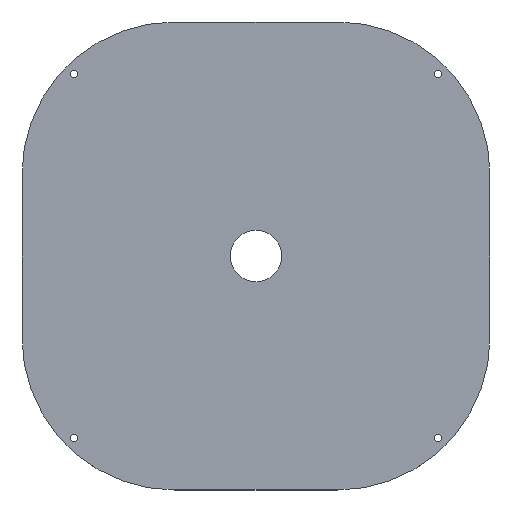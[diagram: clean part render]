
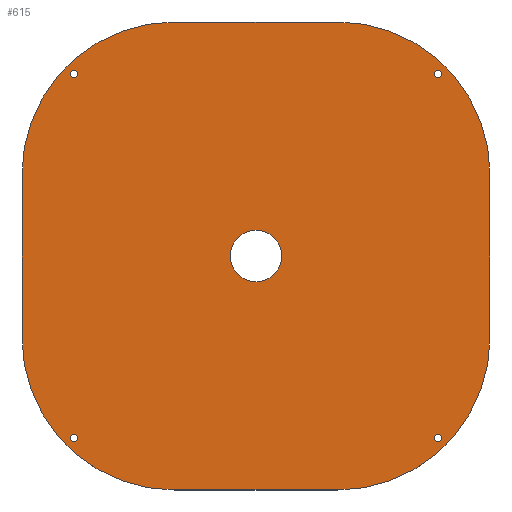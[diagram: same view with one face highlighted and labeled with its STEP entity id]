
A CAD part, top view. The second image highlights one B-rep face of the part: STEP entity #615.
In plain terms, the highlighted planar face has unit normal (0, 0, 1).
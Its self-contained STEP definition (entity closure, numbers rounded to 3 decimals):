
#42 = VERTEX_POINT('',#43);
#43 = CARTESIAN_POINT('',(235.,-50.,1.51));
#49 = EDGE_CURVE('',#42,#50,#52,.T.);
#50 = VERTEX_POINT('',#51);
#51 = CARTESIAN_POINT('',(300.,-115.,1.51));
#52 = CIRCLE('',#53,65.);
#53 = AXIS2_PLACEMENT_3D('',#54,#55,#56);
#54 = CARTESIAN_POINT('',(235.,-115.,1.51));
#55 = DIRECTION('',(0.,0.,-1.));
#56 = DIRECTION('',(0.,1.,0.));
#82 = EDGE_CURVE('',#50,#83,#85,.T.);
#83 = VERTEX_POINT('',#84);
#84 = CARTESIAN_POINT('',(300.,-150.,1.51));
#85 = LINE('',#86,#87);
#86 = CARTESIAN_POINT('',(300.,-115.,1.51));
#87 = VECTOR('',#88,1.);
#88 = DIRECTION('',(0.,-1.,0.));
#113 = EDGE_CURVE('',#83,#114,#116,.T.);
#114 = VERTEX_POINT('',#115);
#115 = CARTESIAN_POINT('',(300.,-185.,1.51));
#116 = LINE('',#117,#118);
#117 = CARTESIAN_POINT('',(300.,-150.,1.51));
#118 = VECTOR('',#119,1.);
#119 = DIRECTION('',(0.,-1.,0.));
#144 = EDGE_CURVE('',#114,#145,#147,.T.);
#145 = VERTEX_POINT('',#146);
#146 = CARTESIAN_POINT('',(235.,-250.,1.51));
#147 = CIRCLE('',#148,65.);
#148 = AXIS2_PLACEMENT_3D('',#149,#150,#151);
#149 = CARTESIAN_POINT('',(235.,-185.,1.51));
#150 = DIRECTION('',(0.,0.,-1.));
#151 = DIRECTION('',(1.,0.,0.));
#177 = EDGE_CURVE('',#145,#178,#180,.T.);
#178 = VERTEX_POINT('',#179);
#179 = CARTESIAN_POINT('',(200.,-250.,1.51));
#180 = LINE('',#181,#182);
#181 = CARTESIAN_POINT('',(235.,-250.,1.51));
#182 = VECTOR('',#183,1.);
#183 = DIRECTION('',(-1.,0.,0.));
#208 = EDGE_CURVE('',#178,#209,#211,.T.);
#209 = VERTEX_POINT('',#210);
#210 = CARTESIAN_POINT('',(165.,-250.,1.51));
#211 = LINE('',#212,#213);
#212 = CARTESIAN_POINT('',(200.,-250.,1.51));
#213 = VECTOR('',#214,1.);
#214 = DIRECTION('',(-1.,0.,0.));
#239 = EDGE_CURVE('',#209,#240,#242,.T.);
#240 = VERTEX_POINT('',#241);
#241 = CARTESIAN_POINT('',(100.,-185.,1.51));
#242 = CIRCLE('',#243,65.);
#243 = AXIS2_PLACEMENT_3D('',#244,#245,#246);
#244 = CARTESIAN_POINT('',(165.,-185.,1.51));
#245 = DIRECTION('',(0.,0.,-1.));
#246 = DIRECTION('',(0.,-1.,0.));
#272 = EDGE_CURVE('',#240,#273,#275,.T.);
#273 = VERTEX_POINT('',#274);
#274 = CARTESIAN_POINT('',(100.,-150.,1.51));
#275 = LINE('',#276,#277);
#276 = CARTESIAN_POINT('',(100.,-185.,1.51));
#277 = VECTOR('',#278,1.);
#278 = DIRECTION('',(0.,1.,0.));
#303 = EDGE_CURVE('',#273,#304,#306,.T.);
#304 = VERTEX_POINT('',#305);
#305 = CARTESIAN_POINT('',(100.,-115.,1.51));
#306 = LINE('',#307,#308);
#307 = CARTESIAN_POINT('',(100.,-150.,1.51));
#308 = VECTOR('',#309,1.);
#309 = DIRECTION('',(0.,1.,0.));
#334 = EDGE_CURVE('',#304,#335,#337,.T.);
#335 = VERTEX_POINT('',#336);
#336 = CARTESIAN_POINT('',(165.,-50.,1.51));
#337 = CIRCLE('',#338,65.);
#338 = AXIS2_PLACEMENT_3D('',#339,#340,#341);
#339 = CARTESIAN_POINT('',(165.,-115.,1.51));
#340 = DIRECTION('',(0.,0.,-1.));
#341 = DIRECTION('',(-1.,0.,-0.));
#367 = EDGE_CURVE('',#335,#368,#370,.T.);
#368 = VERTEX_POINT('',#369);
#369 = CARTESIAN_POINT('',(200.,-50.,1.51));
#370 = LINE('',#371,#372);
#371 = CARTESIAN_POINT('',(165.,-50.,1.51));
#372 = VECTOR('',#373,1.);
#373 = DIRECTION('',(1.,0.,0.));
#398 = EDGE_CURVE('',#368,#42,#399,.T.);
#399 = LINE('',#400,#401);
#400 = CARTESIAN_POINT('',(200.,-50.,1.51));
#401 = VECTOR('',#402,1.);
#402 = DIRECTION('',(1.,0.,0.));
#422 = VERTEX_POINT('',#423);
#423 = CARTESIAN_POINT('',(123.818,-227.782,1.51));
#429 = EDGE_CURVE('',#422,#422,#430,.T.);
#430 = CIRCLE('',#431,1.6);
#431 = AXIS2_PLACEMENT_3D('',#432,#433,#434);
#432 = CARTESIAN_POINT('',(122.218,-227.782,1.51));
#433 = DIRECTION('',(0.,0.,1.));
#434 = DIRECTION('',(1.,0.,-0.));
#455 = VERTEX_POINT('',#456);
#456 = CARTESIAN_POINT('',(279.382,-227.782,1.51));
#462 = EDGE_CURVE('',#455,#455,#463,.T.);
#463 = CIRCLE('',#464,1.6);
#464 = AXIS2_PLACEMENT_3D('',#465,#466,#467);
#465 = CARTESIAN_POINT('',(277.782,-227.782,1.51));
#466 = DIRECTION('',(0.,0.,1.));
#467 = DIRECTION('',(1.,0.,-0.));
#488 = VERTEX_POINT('',#489);
#489 = CARTESIAN_POINT('',(211.,-150.,1.51));
#495 = EDGE_CURVE('',#488,#488,#496,.T.);
#496 = CIRCLE('',#497,11.);
#497 = AXIS2_PLACEMENT_3D('',#498,#499,#500);
#498 = CARTESIAN_POINT('',(200.,-150.,1.51));
#499 = DIRECTION('',(0.,0.,1.));
#500 = DIRECTION('',(1.,0.,-0.));
#521 = VERTEX_POINT('',#522);
#522 = CARTESIAN_POINT('',(123.818,-72.218,1.51));
#528 = EDGE_CURVE('',#521,#521,#529,.T.);
#529 = CIRCLE('',#530,1.6);
#530 = AXIS2_PLACEMENT_3D('',#531,#532,#533);
#531 = CARTESIAN_POINT('',(122.218,-72.218,1.51));
#532 = DIRECTION('',(0.,0.,1.));
#533 = DIRECTION('',(1.,0.,-0.));
#554 = VERTEX_POINT('',#555);
#555 = CARTESIAN_POINT('',(279.382,-72.218,1.51));
#561 = EDGE_CURVE('',#554,#554,#562,.T.);
#562 = CIRCLE('',#563,1.6);
#563 = AXIS2_PLACEMENT_3D('',#564,#565,#566);
#564 = CARTESIAN_POINT('',(277.782,-72.218,1.51));
#565 = DIRECTION('',(0.,0.,1.));
#566 = DIRECTION('',(1.,0.,-0.));
#615 = ADVANCED_FACE('',(#616,#630,#633,#636,#639,#642),#645,.T.);
#616 = FACE_BOUND('',#617,.F.);
#617 = EDGE_LOOP('',(#618,#619,#620,#621,#622,#623,#624,#625,#626,#627,
    #628,#629));
#618 = ORIENTED_EDGE('',*,*,#49,.T.);
#619 = ORIENTED_EDGE('',*,*,#82,.T.);
#620 = ORIENTED_EDGE('',*,*,#113,.T.);
#621 = ORIENTED_EDGE('',*,*,#144,.T.);
#622 = ORIENTED_EDGE('',*,*,#177,.T.);
#623 = ORIENTED_EDGE('',*,*,#208,.T.);
#624 = ORIENTED_EDGE('',*,*,#239,.T.);
#625 = ORIENTED_EDGE('',*,*,#272,.T.);
#626 = ORIENTED_EDGE('',*,*,#303,.T.);
#627 = ORIENTED_EDGE('',*,*,#334,.T.);
#628 = ORIENTED_EDGE('',*,*,#367,.T.);
#629 = ORIENTED_EDGE('',*,*,#398,.T.);
#630 = FACE_BOUND('',#631,.F.);
#631 = EDGE_LOOP('',(#632));
#632 = ORIENTED_EDGE('',*,*,#429,.T.);
#633 = FACE_BOUND('',#634,.F.);
#634 = EDGE_LOOP('',(#635));
#635 = ORIENTED_EDGE('',*,*,#462,.T.);
#636 = FACE_BOUND('',#637,.F.);
#637 = EDGE_LOOP('',(#638));
#638 = ORIENTED_EDGE('',*,*,#495,.T.);
#639 = FACE_BOUND('',#640,.F.);
#640 = EDGE_LOOP('',(#641));
#641 = ORIENTED_EDGE('',*,*,#528,.T.);
#642 = FACE_BOUND('',#643,.F.);
#643 = EDGE_LOOP('',(#644));
#644 = ORIENTED_EDGE('',*,*,#561,.T.);
#645 = PLANE('',#646);
#646 = AXIS2_PLACEMENT_3D('',#647,#648,#649);
#647 = CARTESIAN_POINT('',(0.,0.,1.51));
#648 = DIRECTION('',(0.,0.,1.));
#649 = DIRECTION('',(1.,0.,-0.));
